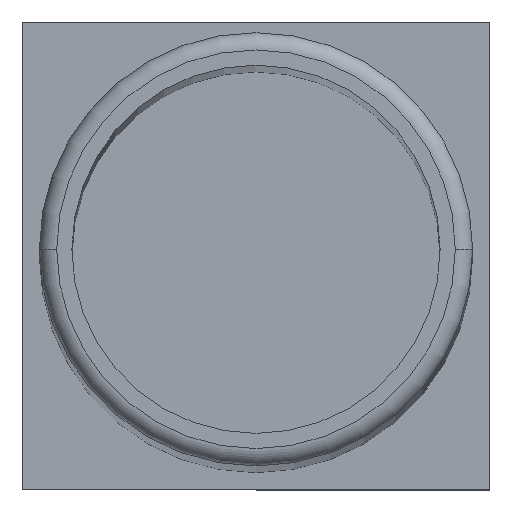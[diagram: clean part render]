
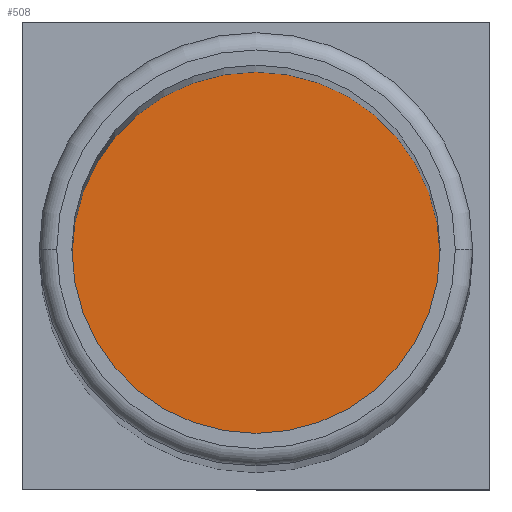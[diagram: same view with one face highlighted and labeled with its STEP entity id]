
A CAD part, top view. The second image highlights one B-rep face of the part: STEP entity #508.
In plain terms, the highlighted planar face has unit normal (0, 0, 1).
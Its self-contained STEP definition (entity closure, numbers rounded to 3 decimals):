
#80 = AXIS2_PLACEMENT_3D ( 'NONE', #785, #250, #688 ) ;
#87 = CARTESIAN_POINT ( 'NONE',  ( -42.5, 0., -885. ) ) ;
#250 = DIRECTION ( 'NONE',  ( 0., 0., 1. ) ) ;
#260 = PLANE ( 'NONE',  #727 ) ;
#265 = EDGE_CURVE ( 'NONE', #386, #524, #912, .T. ) ;
#269 = DIRECTION ( 'NONE',  ( -1., 0., 0. ) ) ;
#292 = FACE_OUTER_BOUND ( 'NONE', #722, .T. ) ;
#381 = CARTESIAN_POINT ( 'NONE',  ( 42.5, 0., -885. ) ) ;
#386 = VERTEX_POINT ( 'NONE', #87 ) ;
#492 = ORIENTED_EDGE ( 'NONE', *, *, #265, .T. ) ;
#504 = EDGE_CURVE ( 'NONE', #524, #386, #870, .T. ) ;
#508 = ADVANCED_FACE ( 'NONE', ( #292 ), #260, .F. ) ;
#524 = VERTEX_POINT ( 'NONE', #381 ) ;
#545 = CARTESIAN_POINT ( 'NONE',  ( 0., 0., -885. ) ) ;
#683 = AXIS2_PLACEMENT_3D ( 'NONE', #786, #855, #927 ) ;
#688 = DIRECTION ( 'NONE',  ( -1., 0., 0. ) ) ;
#722 = EDGE_LOOP ( 'NONE', ( #871, #492 ) ) ;
#727 = AXIS2_PLACEMENT_3D ( 'NONE', #545, #941, #269 ) ;
#785 = CARTESIAN_POINT ( 'NONE',  ( 0., 0., -885. ) ) ;
#786 = CARTESIAN_POINT ( 'NONE',  ( 0., 0., -885. ) ) ;
#855 = DIRECTION ( 'NONE',  ( 0., 0., 1. ) ) ;
#870 = CIRCLE ( 'NONE', #683, 42.5 ) ;
#871 = ORIENTED_EDGE ( 'NONE', *, *, #504, .T. ) ;
#912 = CIRCLE ( 'NONE', #80, 42.5 ) ;
#927 = DIRECTION ( 'NONE',  ( -1., 0., 0. ) ) ;
#941 = DIRECTION ( 'NONE',  ( 0., 0., -1. ) ) ;
